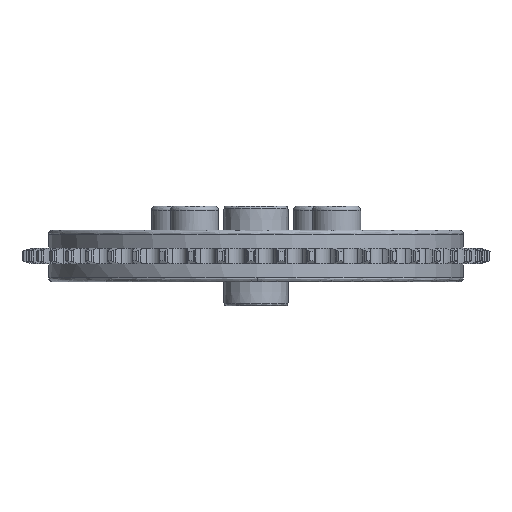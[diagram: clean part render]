
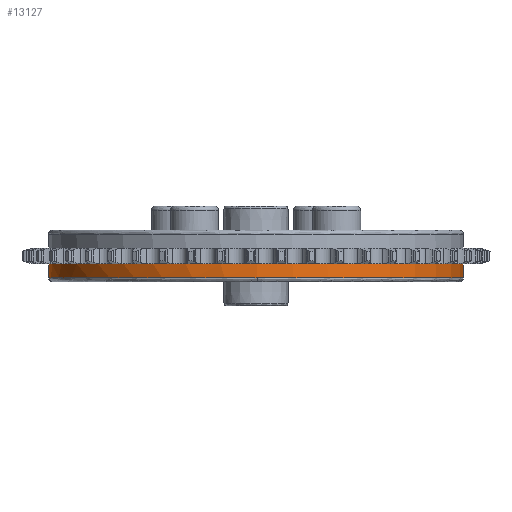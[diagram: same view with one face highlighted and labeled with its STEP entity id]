
A CAD part, front view. The second image highlights one B-rep face of the part: STEP entity #13127.
In plain terms, the highlighted cylindrical face has radius 25.97 mm (diameter 51.94 mm), a partial arc.
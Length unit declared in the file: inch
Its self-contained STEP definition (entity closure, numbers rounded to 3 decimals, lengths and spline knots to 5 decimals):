
#6276 = DIRECTION ( 'NONE',  ( 0., 0., -1. ) ) ;
#6277 = VECTOR ( 'NONE', #6276, 39.37008 ) ;
#6278 = CARTESIAN_POINT ( 'NONE',  ( -1.02244, 0., 0.00984 ) ) ;
#6279 = LINE ( 'NONE', #6278, #6277 ) ;
#6285 = CARTESIAN_POINT ( 'NONE',  ( 1.02244, 0., -0.0689 ) ) ;
#6286 = DIRECTION ( 'NONE',  ( 0., 0., -1. ) ) ;
#6287 = VECTOR ( 'NONE', #6286, 39.37008 ) ;
#6288 = CARTESIAN_POINT ( 'NONE',  ( 1.02244, 0., 0.00984 ) ) ;
#6289 = LINE ( 'NONE', #6288, #6287 ) ;
#6290 = CARTESIAN_POINT ( 'NONE',  ( -1.02244, 0., 0.00007 ) ) ;
#10130 = VERTEX_POINT ( 'NONE', #6290 ) ;
#10133 = EDGE_CURVE ( 'NONE', #17992, #10134, #6289, .T. ) ;
#10134 = VERTEX_POINT ( 'NONE', #6285 ) ;
#10139 = EDGE_CURVE ( 'NONE', #10130, #18005, #6279, .T. ) ;
#13117 = EDGE_CURVE ( 'NONE', #18067, #10130, #25399, .T. ) ;
#13118 = ORIENTED_EDGE ( 'NONE', *, *, #13117, .T. ) ;
#13127 = ADVANCED_FACE ( 'NONE', ( #25393 ), #25381, .T. ) ;
#13128 = ORIENTED_EDGE ( 'NONE', *, *, #10133, .F. ) ;
#13179 = ORIENTED_EDGE ( 'NONE', *, *, #13217, .F. ) ;
#13180 = ORIENTED_EDGE ( 'NONE', *, *, #10139, .T. ) ;
#13197 = EDGE_LOOP ( 'NONE', ( #13128, #13204, #13118, #13180, #13219, #13179 ) ) ;
#13204 = ORIENTED_EDGE ( 'NONE', *, *, #17991, .T. ) ;
#13217 = EDGE_CURVE ( 'NONE', #10134, #18002, #25669, .T. ) ;
#13219 = ORIENTED_EDGE ( 'NONE', *, *, #18004, .F. ) ;
#17991 = EDGE_CURVE ( 'NONE', #17992, #18067, #19961, .T. ) ;
#17992 = VERTEX_POINT ( 'NONE', #19957 ) ;
#18002 = VERTEX_POINT ( 'NONE', #20014 ) ;
#18004 = EDGE_CURVE ( 'NONE', #18002, #18005, #20012, .T. ) ;
#18005 = VERTEX_POINT ( 'NONE', #20007 ) ;
#18067 = VERTEX_POINT ( 'NONE', #20326 ) ;
#19957 = CARTESIAN_POINT ( 'NONE',  ( 1.02244, 0., 0.00007 ) ) ;
#19958 = DIRECTION ( 'NONE',  ( -1., 0., 0. ) ) ;
#19959 = DIRECTION ( 'NONE',  ( 0., 0., -1. ) ) ;
#19960 = AXIS2_PLACEMENT_3D ( 'NONE', #19967, #19959, #19958 ) ;
#19961 = CIRCLE ( 'NONE', #19960, 1.02244 ) ;
#19967 = CARTESIAN_POINT ( 'NONE',  ( 0., 0., 0.00007 ) ) ;
#20007 = CARTESIAN_POINT ( 'NONE',  ( -1.02244, 0., -0.0689 ) ) ;
#20008 = DIRECTION ( 'NONE',  ( -0.005, 1., 0. ) ) ;
#20009 = DIRECTION ( 'NONE',  ( 0., 0., -1. ) ) ;
#20010 = CARTESIAN_POINT ( 'NONE',  ( 0., 0., -0.0689 ) ) ;
#20011 = AXIS2_PLACEMENT_3D ( 'NONE', #20010, #20009, #20008 ) ;
#20012 = CIRCLE ( 'NONE', #20011, 1.02244 ) ;
#20014 = CARTESIAN_POINT ( 'NONE',  ( 0.00507, -1.02243, -0.0689 ) ) ;
#20326 = CARTESIAN_POINT ( 'NONE',  ( -1.02242, -0.00585, 0.00007 ) ) ;
#25376 = DIRECTION ( 'NONE',  ( -1., 0., 0. ) ) ;
#25377 = DIRECTION ( 'NONE',  ( 0., 0., -1. ) ) ;
#25379 = CARTESIAN_POINT ( 'NONE',  ( 0., 0., 0.00984 ) ) ;
#25380 = AXIS2_PLACEMENT_3D ( 'NONE', #25379, #25377, #25376 ) ;
#25381 = CYLINDRICAL_SURFACE ( 'NONE', #25380, 1.02244 ) ;
#25393 = FACE_OUTER_BOUND ( 'NONE', #13197, .T. ) ;
#25395 = DIRECTION ( 'NONE',  ( -1., 0., 0. ) ) ;
#25396 = DIRECTION ( 'NONE',  ( 0., 0., -1. ) ) ;
#25397 = CARTESIAN_POINT ( 'NONE',  ( 0., 0., 0.00007 ) ) ;
#25398 = AXIS2_PLACEMENT_3D ( 'NONE', #25397, #25396, #25395 ) ;
#25399 = CIRCLE ( 'NONE', #25398, 1.02244 ) ;
#25668 = DIRECTION ( 'NONE',  ( -0.005, 1., 0. ) ) ;
#25669 = CIRCLE ( 'NONE', #25691, 1.02244 ) ;
#25691 = AXIS2_PLACEMENT_3D ( 'NONE', #25708, #25707, #25668 ) ;
#25707 = DIRECTION ( 'NONE',  ( 0., 0., -1. ) ) ;
#25708 = CARTESIAN_POINT ( 'NONE',  ( 0., 0., -0.0689 ) ) ;
